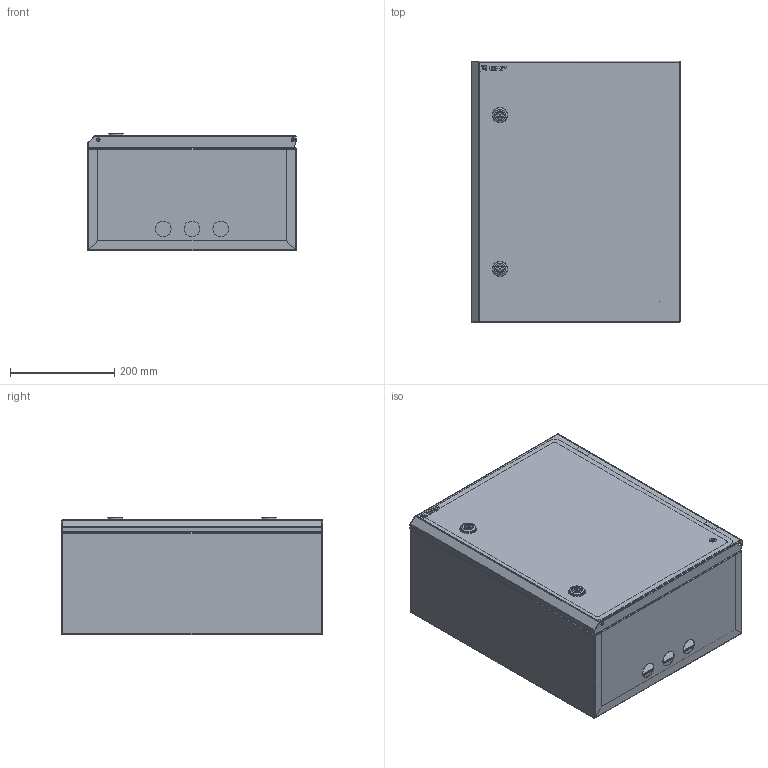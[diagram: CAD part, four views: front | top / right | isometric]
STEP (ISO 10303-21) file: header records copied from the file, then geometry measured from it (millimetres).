
FILE_DESCRIPTION (( 'STEP AP214' ), '1' );
FILE_NAME ('ÙÌÏã-500õ400õ220 ÌÈ-452.00.00.000 ÑÁ.STEP', '2017-08-30T12:24:05', ( 'Admin' ), ( '' ), 'SwSTEP 2.0', 'SolidWorks 2017', '' );
FILE_SCHEMA (( 'AUTOMOTIVE_DESIGN' ));
Length unit declared in the file: millimetre
Products named in the file (19): Øïèëüêà ïðèâàðíàÿ Ì6õ20 DIN 13918; ÌÈ-452.01.01.001 Ñòåíêà çàäíÿÿ; ÙÌÏã-500õ400õ220 ÌÈ-452.00.00.000 ÑÁ; split pin_din_DIN 94-4x56-C-St; rivet 02_din_DIN 660-5x8-St-A-2; Íàâåñêà íà êîðïóñ ïîä êëåïêó; ÌÈ-452.00.00.001 Ïàíåëü ìîíòàæíàÿ; hex flange nut_din_Hexagon Flange Nut DIN 6923 - M6 - N; ÌÈ-452.02.00.000 Äâåðü â ñáîðå; 呧蜦 3D; Ïåòëÿ íà äâåðü ï-îáðàçíàÿ; ÓÊ íà äâåðü; Çàìîê áîëüøîé; ﾌﾈ-452.02.00.001 ﾄ粢; ÌÈ-452.01.00.000 Êîðïóñ â ñáîðå; ÌÈ-452.01.00.002 Ñòåíêà íèæíÿÿ; ÌÈ-452.01.00.001 Ñòåíêà âåðõíÿÿ; ÌÈ-452.01.01.000 Ñòåíêà çàäíÿÿ â ñáîðå ; Øïèëüêà Ì6õ12
Assembly tree (34 placements, depth 4):
  ÙÌÏã-500õ400õ220 ÌÈ-452.00.00.000 ÑÁ
    ÌÈ-452.01.00.000 Êîðïóñ â ñáîðå
      ÌÈ-452.01.01.000 Ñòåíêà çàäíÿÿ â ñáîðå 
        ÌÈ-452.01.01.001 Ñòåíêà çàäíÿÿ
        Øïèëüêà ïðèâàðíàÿ Ì6õ20 DIN 13918  x4
        Øïèëüêà Ì6õ12
      ÌÈ-452.01.00.001 Ñòåíêà âåðõíÿÿ
      ÌÈ-452.01.00.002 Ñòåíêà íèæíÿÿ
    ÌÈ-452.02.00.000 Äâåðü â ñáîðå
      ﾌﾈ-452.02.00.001 ﾄ粢
      Çàìîê áîëüøîé  x2
      ÓÊ íà äâåðü
      Øïèëüêà Ì6õ12
      Ïåòëÿ íà äâåðü ï-îáðàçíàÿ  x2
      呧蜦 3D
    hex flange nut_din_Hexagon Flange Nut DIN 6923 - M6 - N  x6
    ÌÈ-452.00.00.001 Ïàíåëü ìîíòàæíàÿ
    Íàâåñêà íà êîðïóñ ïîä êëåïêó  x2
    rivet 02_din_DIN 660-5x8-St-A-2  x4
    split pin_din_DIN 94-4x56-C-St  x2
Bounding box: 400 x 500 x 225.54 mm (x, y, z)
Volume: 1256874.8 mm3; surface area: 2142066.6 mm2
Topology: 38 solids, 48 shells, 1164 faces, 2632 edges, 1594 vertices
Faces by surface type: plane 614, cylinder 352, cone 88, bspline 62, torus 48
Entity records: 24288 total; most frequent: CARTESIAN_POINT 4972, DIRECTION 3454, ORIENTED_EDGE 3304, EDGE_CURVE 1652, AXIS2_PLACEMENT_3D 1197, LINE 1060, VECTOR 1060, VERTEX_POINT 1001
